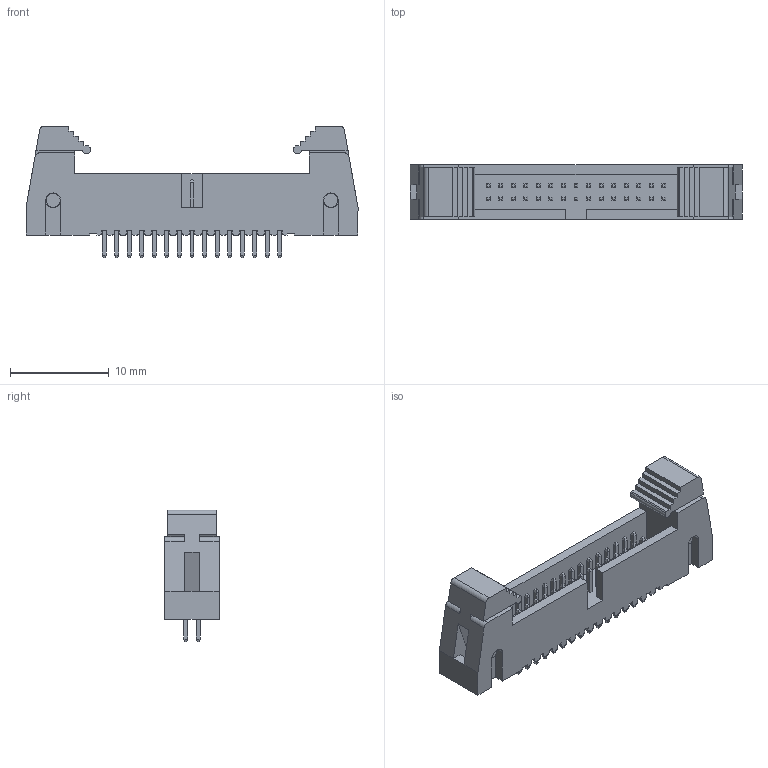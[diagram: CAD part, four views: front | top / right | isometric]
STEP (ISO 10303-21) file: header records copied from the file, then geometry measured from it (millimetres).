
FILE_DESCRIPTION (( 'STEP AP214' ), '1' );
FILE_NAME ('FBH12705-D30S1003K6K-REF.STEP', '2025-07-25T02:46:28', ( '' ), ( '' ), 'SwSTEP 2.0', 'SolidWorks 2021', '' );
FILE_SCHEMA (( 'AUTOMOTIVE_DESIGN' ));
Length unit declared in the file: millimetre
Products named in the file (1): FBH12705-D30S1003K6K-REF
Bounding box: 33.55 x 5.5 x 13.3 mm (x, y, z)
Volume: 997.1 mm3; surface area: 1778.3 mm2
Topology: 1 solids, 1 shells, 830 faces, 2054 edges, 1288 vertices
Faces by surface type: plane 774, cylinder 56
Entity records: 23888 total; most frequent: CARTESIAN_POINT 4173, ORIENTED_EDGE 4108, DIRECTION 3836, EDGE_CURVE 2054, LINE 1934, VECTOR 1934, VERTEX_POINT 1288, AXIS2_PLACEMENT_3D 951
